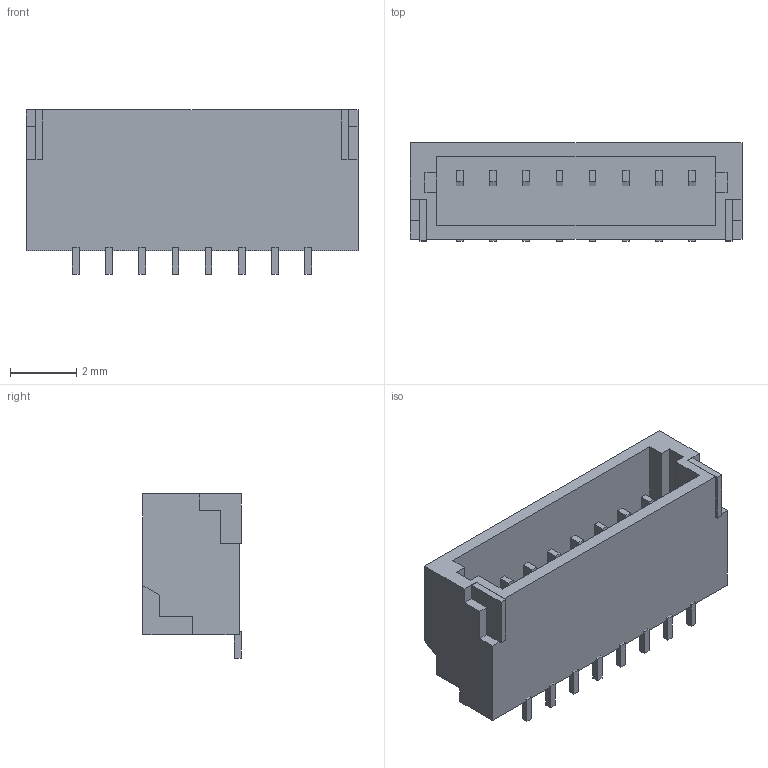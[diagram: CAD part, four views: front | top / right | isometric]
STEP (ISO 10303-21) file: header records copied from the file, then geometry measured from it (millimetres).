
FILE_DESCRIPTION (( 'STEP AP214' ), '1' );
FILE_NAME ('JST_SH_SM08B-SRSS-TB.STEP', '2021-01-14T14:16:47+00:00', 'Stefan Hamminga', '', '', '', '');
FILE_SCHEMA (( 'AUTOMOTIVE_DESIGN' ));
Length unit declared in the file: millimetre
Products named in the file (1): JST_SH_SM08B-SRSS-TB
Bounding box: 10 x 2.96 x 4.95 mm (x, y, z)
Volume: 70.8 mm3; surface area: 293 mm2
Topology: 11 solids, 11 shells, 167 faces, 432 edges, 288 vertices
Faces by surface type: plane 167
Entity records: 6276 total; most frequent: CARTESIAN_POINT 888, ORIENTED_EDGE 864, DIRECTION 768, EDGE_CURVE 432, LINE 432, VECTOR 432, VERTEX_POINT 288, EDGE_LOOP 168
